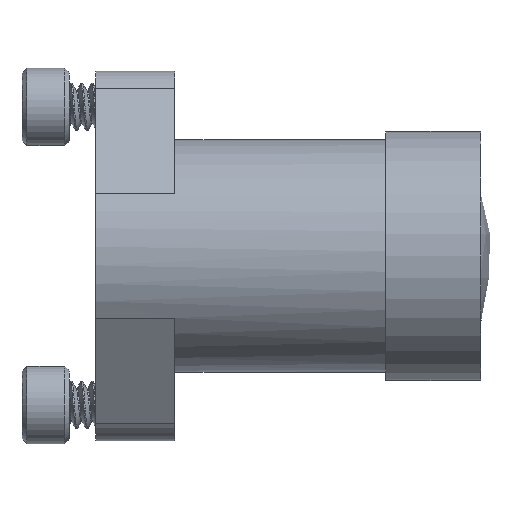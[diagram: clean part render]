
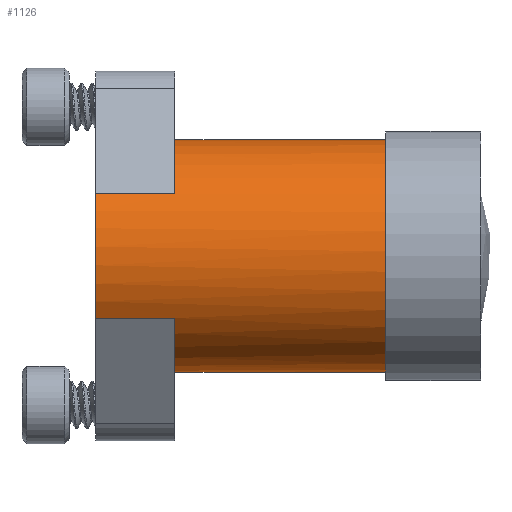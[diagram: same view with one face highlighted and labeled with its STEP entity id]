
A CAD part, front view. The second image highlights one B-rep face of the part: STEP entity #1126.
In plain terms, the highlighted cylindrical face has radius 7 mm (diameter 14 mm), a full revolution.
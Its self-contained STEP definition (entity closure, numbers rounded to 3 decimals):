
#163=FACE_OUTER_BOUND('',#240,.T.);
#240=EDGE_LOOP('',(#786,#787,#788,#789,#790,#791,#792,#793,#794,#795,#796));
#327=LINE('',#1747,#390);
#328=LINE('',#1749,#391);
#329=LINE('',#1751,#392);
#330=LINE('',#1754,#393);
#331=LINE('',#1756,#394);
#390=VECTOR('',#1423,10.);
#391=VECTOR('',#1426,7.);
#392=VECTOR('',#1427,10.);
#393=VECTOR('',#1430,10.);
#394=VECTOR('',#1431,10.);
#450=CIRCLE('',#1254,7.);
#452=CIRCLE('',#1257,7.);
#454=CIRCLE('',#1260,7.);
#455=CIRCLE('',#1263,7.);
#456=CIRCLE('',#1264,7.);
#498=VERTEX_POINT('',#1722);
#499=VERTEX_POINT('',#1723);
#502=VERTEX_POINT('',#1731);
#503=VERTEX_POINT('',#1732);
#506=VERTEX_POINT('',#1740);
#508=VERTEX_POINT('',#1744);
#509=VERTEX_POINT('',#1750);
#510=VERTEX_POINT('',#1752);
#511=VERTEX_POINT('',#1755);
#604=EDGE_CURVE('',#498,#499,#450,.T.);
#608=EDGE_CURVE('',#502,#503,#452,.T.);
#612=EDGE_CURVE('',#506,#506,#454,.T.);
#615=EDGE_CURVE('',#508,#503,#327,.T.);
#616=EDGE_CURVE('',#506,#502,#328,.T.);
#617=EDGE_CURVE('',#509,#502,#329,.T.);
#618=EDGE_CURVE('',#509,#510,#455,.T.);
#619=EDGE_CURVE('',#510,#499,#330,.T.);
#620=EDGE_CURVE('',#511,#498,#331,.T.);
#621=EDGE_CURVE('',#511,#508,#456,.T.);
#786=ORIENTED_EDGE('',*,*,#612,.F.);
#787=ORIENTED_EDGE('',*,*,#616,.T.);
#788=ORIENTED_EDGE('',*,*,#617,.F.);
#789=ORIENTED_EDGE('',*,*,#618,.T.);
#790=ORIENTED_EDGE('',*,*,#619,.T.);
#791=ORIENTED_EDGE('',*,*,#604,.F.);
#792=ORIENTED_EDGE('',*,*,#620,.F.);
#793=ORIENTED_EDGE('',*,*,#621,.T.);
#794=ORIENTED_EDGE('',*,*,#615,.T.);
#795=ORIENTED_EDGE('',*,*,#608,.F.);
#796=ORIENTED_EDGE('',*,*,#616,.F.);
#1087=CYLINDRICAL_SURFACE('',#1262,7.);
#1126=ADVANCED_FACE('',(#163),#1087,.T.);
#1254=AXIS2_PLACEMENT_3D('',#1724,#1401,#1402);
#1257=AXIS2_PLACEMENT_3D('',#1733,#1409,#1410);
#1260=AXIS2_PLACEMENT_3D('',#1741,#1417,#1418);
#1262=AXIS2_PLACEMENT_3D('',#1748,#1424,#1425);
#1263=AXIS2_PLACEMENT_3D('',#1753,#1428,#1429);
#1264=AXIS2_PLACEMENT_3D('',#1757,#1432,#1433);
#1401=DIRECTION('center_axis',(-1.,0.,0.));
#1402=DIRECTION('ref_axis',(0.,0.,-1.));
#1409=DIRECTION('center_axis',(-1.,0.,0.));
#1410=DIRECTION('ref_axis',(0.,0.,-1.));
#1417=DIRECTION('center_axis',(1.,0.,0.));
#1418=DIRECTION('ref_axis',(0.,0.,-1.));
#1423=DIRECTION('',(1.,0.,0.));
#1424=DIRECTION('center_axis',(1.,0.,0.));
#1425=DIRECTION('ref_axis',(0.,-0.846,0.534));
#1426=DIRECTION('',(-1.,0.,0.));
#1427=DIRECTION('',(1.,0.,0.));
#1428=DIRECTION('center_axis',(1.,0.,0.));
#1429=DIRECTION('ref_axis',(0.,0.846,-0.534));
#1430=DIRECTION('',(1.,0.,0.));
#1431=DIRECTION('',(1.,0.,0.));
#1432=DIRECTION('center_axis',(1.,0.,0.));
#1433=DIRECTION('ref_axis',(0.,-0.846,0.534));
#1722=CARTESIAN_POINT('',(31.016,-5.92,3.735));
#1723=CARTESIAN_POINT('',(31.016,5.92,3.735));
#1724=CARTESIAN_POINT('Origin',(31.016,0.,0.));
#1731=CARTESIAN_POINT('',(31.016,5.92,-3.735));
#1732=CARTESIAN_POINT('',(31.016,-5.92,-3.735));
#1733=CARTESIAN_POINT('Origin',(31.016,0.,0.));
#1740=CARTESIAN_POINT('',(43.699,5.92,-3.735));
#1741=CARTESIAN_POINT('Origin',(43.699,0.,0.));
#1744=CARTESIAN_POINT('',(26.254,-5.92,-3.735));
#1747=CARTESIAN_POINT('',(26.254,-5.92,-3.735));
#1748=CARTESIAN_POINT('Origin',(26.254,0.,0.));
#1749=CARTESIAN_POINT('',(26.254,5.92,-3.735));
#1750=CARTESIAN_POINT('',(26.254,5.92,-3.735));
#1751=CARTESIAN_POINT('',(26.254,5.92,-3.735));
#1752=CARTESIAN_POINT('',(26.254,5.92,3.735));
#1753=CARTESIAN_POINT('Origin',(26.254,0.,0.));
#1754=CARTESIAN_POINT('',(26.254,5.92,3.735));
#1755=CARTESIAN_POINT('',(26.254,-5.92,3.735));
#1756=CARTESIAN_POINT('',(26.254,-5.92,3.735));
#1757=CARTESIAN_POINT('Origin',(26.254,0.,0.));
